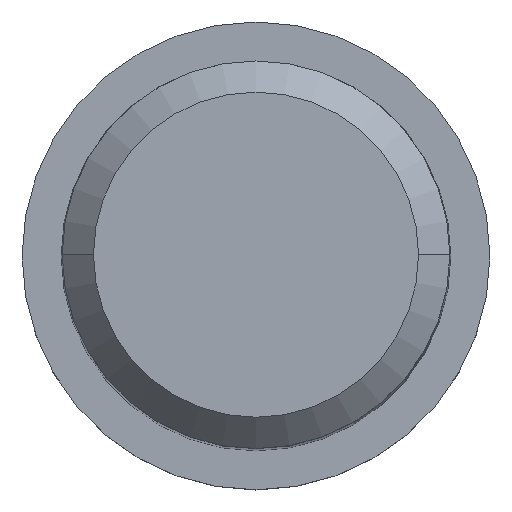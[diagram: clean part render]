
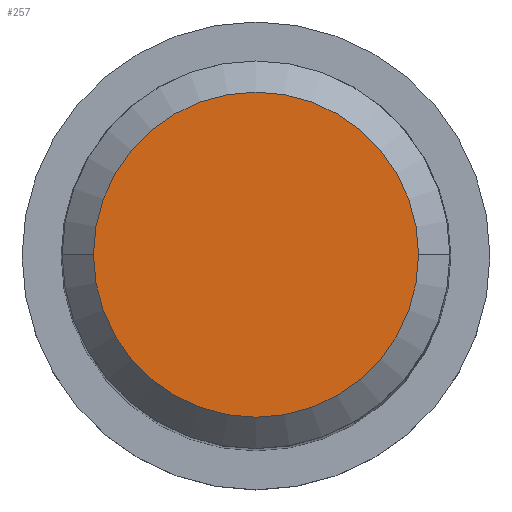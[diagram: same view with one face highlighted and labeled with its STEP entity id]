
A CAD part, top view. The second image highlights one B-rep face of the part: STEP entity #257.
In plain terms, the highlighted planar face has unit normal (0, 0, 1).
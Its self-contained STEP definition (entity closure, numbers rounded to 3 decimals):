
#8 = DIRECTION ( 'NONE',  ( 0., 0., 1. ) ) ;
#16 = DIRECTION ( 'NONE',  ( 0., 0., 1. ) ) ;
#24 = ORIENTED_EDGE ( 'NONE', *, *, #89, .T. ) ;
#36 = CARTESIAN_POINT ( 'NONE',  ( -2.485, 0., 14. ) ) ;
#40 = CARTESIAN_POINT ( 'NONE',  ( -2.084, 0., 14. ) ) ;
#45 = CARTESIAN_POINT ( 'NONE',  ( 0., 0., 14. ) ) ;
#89 = EDGE_CURVE ( 'NONE', #376, #322, #147, .T. ) ;
#90 = EDGE_LOOP ( 'NONE', ( #24, #308 ) ) ;
#91 = DIRECTION ( 'NONE',  ( -1., 0., 0. ) ) ;
#127 = CARTESIAN_POINT ( 'NONE',  ( 2.084, 0., 14. ) ) ;
#147 = CIRCLE ( 'NONE', #342, 2.084 ) ;
#180 = PLANE ( 'NONE',  #355 ) ;
#195 = AXIS2_PLACEMENT_3D ( 'NONE', #290, #8, #91 ) ;
#209 = FACE_OUTER_BOUND ( 'NONE', #90, .T. ) ;
#224 = EDGE_CURVE ( 'NONE', #322, #376, #343, .T. ) ;
#257 = ADVANCED_FACE ( 'NONE', ( #209 ), #180, .F. ) ;
#258 = DIRECTION ( 'NONE',  ( 0., 0., -1. ) ) ;
#288 = DIRECTION ( 'NONE',  ( -1., 0., 0. ) ) ;
#290 = CARTESIAN_POINT ( 'NONE',  ( 0., 0., 14. ) ) ;
#308 = ORIENTED_EDGE ( 'NONE', *, *, #224, .T. ) ;
#322 = VERTEX_POINT ( 'NONE', #127 ) ;
#342 = AXIS2_PLACEMENT_3D ( 'NONE', #45, #16, #354 ) ;
#343 = CIRCLE ( 'NONE', #195, 2.084 ) ;
#354 = DIRECTION ( 'NONE',  ( -1., 0., 0. ) ) ;
#355 = AXIS2_PLACEMENT_3D ( 'NONE', #36, #258, #288 ) ;
#376 = VERTEX_POINT ( 'NONE', #40 ) ;
